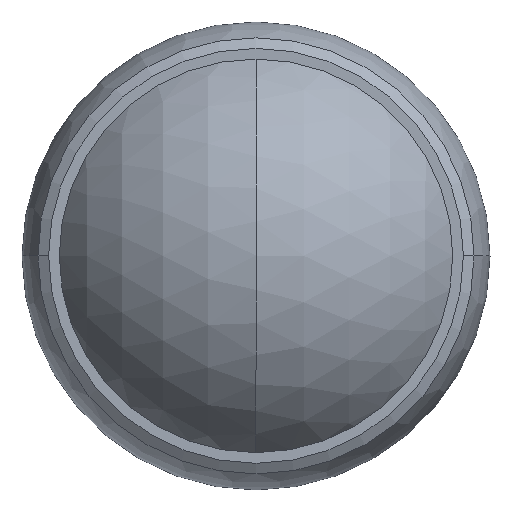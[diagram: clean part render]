
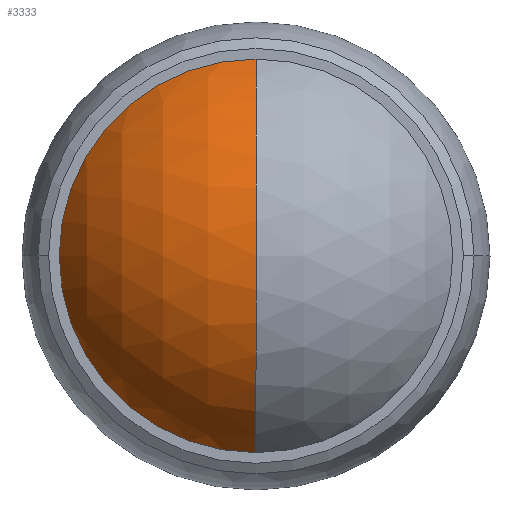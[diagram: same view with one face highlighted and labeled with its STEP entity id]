
A CAD part, top view. The second image highlights one B-rep face of the part: STEP entity #3333.
In plain terms, the highlighted spherical face has radius 105.284 mm.
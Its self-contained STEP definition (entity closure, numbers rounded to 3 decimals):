
#3 = VERTEX_POINT ( 'NONE', #1053 ) ;
#12 = DIRECTION ( 'NONE',  ( -1., 0., 0. ) ) ;
#100 = CIRCLE ( 'NONE', #218, 92.5 ) ;
#218 = AXIS2_PLACEMENT_3D ( 'NONE', #1701, #3837, #1339 ) ;
#400 = DIRECTION ( 'NONE',  ( 0., -1., 0. ) ) ;
#422 = CARTESIAN_POINT ( 'NONE',  ( 0., 92.5, 45. ) ) ;
#457 = AXIS2_PLACEMENT_3D ( 'NONE', #3237, #730, #2870 ) ;
#492 = ORIENTED_EDGE ( 'NONE', *, *, #1187, .T. ) ;
#730 = DIRECTION ( 'NONE',  ( 1., 0., 0. ) ) ;
#804 = VERTEX_POINT ( 'NONE', #3818 ) ;
#860 = AXIS2_PLACEMENT_3D ( 'NONE', #2121, #12, #3539 ) ;
#969 = VERTEX_POINT ( 'NONE', #422 ) ;
#1053 = CARTESIAN_POINT ( 'NONE',  ( 0., -92.5, 45. ) ) ;
#1115 = DIRECTION ( 'NONE',  ( -1., 0., 0. ) ) ;
#1187 = EDGE_CURVE ( 'NONE', #3, #804, #4442, .T. ) ;
#1339 = DIRECTION ( 'NONE',  ( 1., 0., 0. ) ) ;
#1523 = AXIS2_PLACEMENT_3D ( 'NONE', #1849, #1115, #400 ) ;
#1701 = CARTESIAN_POINT ( 'NONE',  ( 0., 0., 45. ) ) ;
#1849 = CARTESIAN_POINT ( 'NONE',  ( 0., 0., -5.284 ) ) ;
#2084 = ORIENTED_EDGE ( 'NONE', *, *, #2720, .F. ) ;
#2121 = CARTESIAN_POINT ( 'NONE',  ( 0., 0., -5.284 ) ) ;
#2720 = EDGE_CURVE ( 'NONE', #969, #804, #3457, .T. ) ;
#2870 = DIRECTION ( 'NONE',  ( 0., 0., -1. ) ) ;
#3122 = ORIENTED_EDGE ( 'NONE', *, *, #3416, .T. ) ;
#3237 = CARTESIAN_POINT ( 'NONE',  ( 0., 0., -5.284 ) ) ;
#3333 = ADVANCED_FACE ( 'NONE', ( #4326 ), #3838, .T. ) ;
#3416 = EDGE_CURVE ( 'NONE', #969, #3, #100, .T. ) ;
#3457 = CIRCLE ( 'NONE', #457, 105.284 ) ;
#3468 = EDGE_LOOP ( 'NONE', ( #3122, #492, #2084 ) ) ;
#3539 = DIRECTION ( 'NONE',  ( 0., 1., 0. ) ) ;
#3818 = CARTESIAN_POINT ( 'NONE',  ( 0., 0., 100. ) ) ;
#3837 = DIRECTION ( 'NONE',  ( 0., 0., 1. ) ) ;
#3838 = SPHERICAL_SURFACE ( 'NONE', #860, 105.284 ) ;
#4326 = FACE_OUTER_BOUND ( 'NONE', #3468, .T. ) ;
#4442 = CIRCLE ( 'NONE', #1523, 105.284 ) ;
